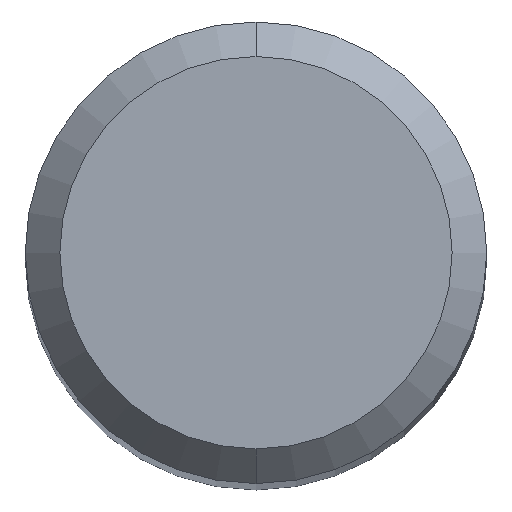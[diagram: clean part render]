
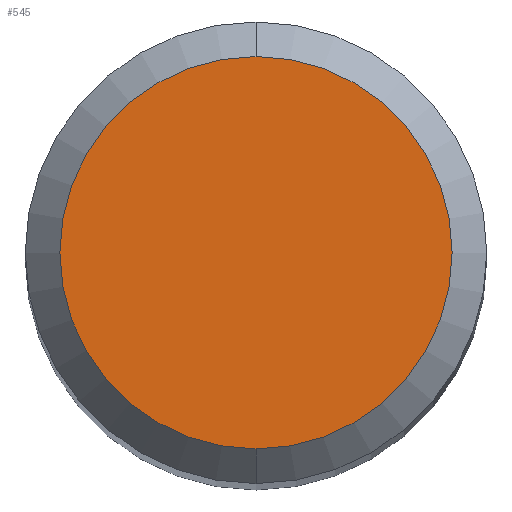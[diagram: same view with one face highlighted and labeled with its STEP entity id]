
A CAD part, top view. The second image highlights one B-rep face of the part: STEP entity #545.
In plain terms, the highlighted planar face has unit normal (0, 0, 1).
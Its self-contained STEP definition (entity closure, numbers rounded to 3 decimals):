
#545=ADVANCED_FACE('',(#1234),#1235,.T.);
#555=VERTEX_POINT('',#1246);
#557=EDGE_CURVE('',#555,#741,#1248,.T.);
#603=EDGE_CURVE('',#741,#555,#1295,.T.);
#741=VERTEX_POINT('',#1449);
#1234=FACE_OUTER_BOUND('',#2412,.T.);
#1235=PLANE('',#2413);
#1246=CARTESIAN_POINT('',(0.0,1.7,0.0));
#1248=CIRCLE('',#2474,1.7);
#1295=CIRCLE('',#2555,1.7);
#1449=CARTESIAN_POINT('',(0.,-1.7,0.0));
#2412=EDGE_LOOP('',(#4230,#4231));
#2413=AXIS2_PLACEMENT_3D('',#4232,#4233,#4234);
#2474=AXIS2_PLACEMENT_3D('',#4253,#4254,#4255);
#2555=AXIS2_PLACEMENT_3D('',#4277,#4278,#4279);
#4230=ORIENTED_EDGE('',*,*,#557,.F.);
#4231=ORIENTED_EDGE('',*,*,#603,.F.);
#4232=CARTESIAN_POINT('',(0.0,0.85,0.0));
#4233=DIRECTION('',(-0.0,0.0,1.0));
#4234=DIRECTION('',(0.0,-1.0,0.0));
#4253=CARTESIAN_POINT('',(0.0,0.0,0.0));
#4254=DIRECTION('',(0.0,0.0,-1.0));
#4255=DIRECTION('',(0.0,1.0,0.0));
#4277=CARTESIAN_POINT('',(0.0,0.0,0.0));
#4278=DIRECTION('',(0.0,0.0,-1.0));
#4279=DIRECTION('',(0.0,1.0,0.0));
